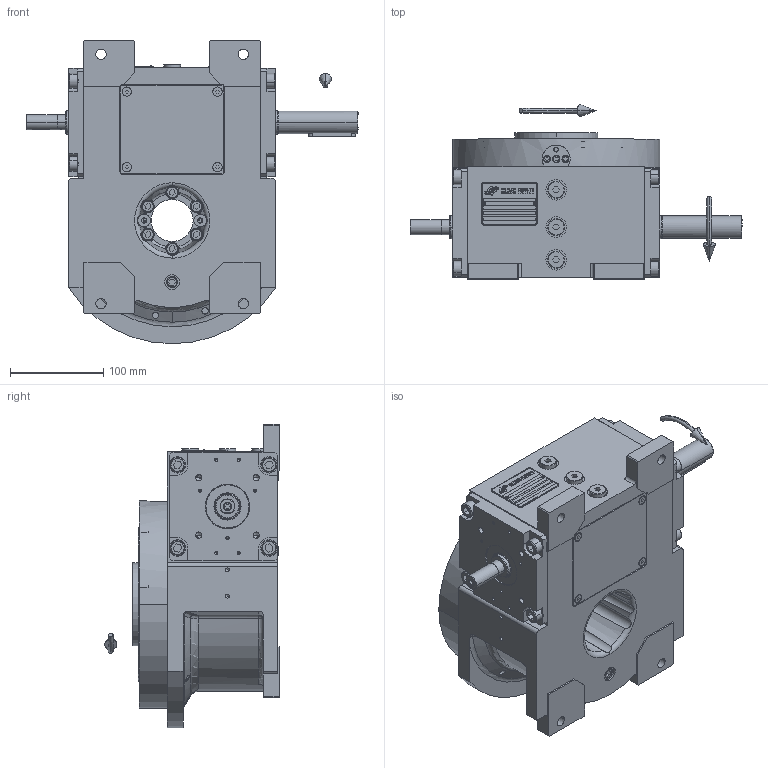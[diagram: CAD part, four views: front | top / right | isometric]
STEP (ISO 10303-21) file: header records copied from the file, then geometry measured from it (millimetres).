
FILE_DESCRIPTION (( 'STEP AP203' ), '1' );
FILE_NAME ('PC5000132.step', '2025-10-17T09:24:04', ( '' ), ( '' ), 'SwSTEP 2.0', 'SolidWorks 2020', '' );
FILE_SCHEMA (( 'CONFIG_CONTROL_DESIGN' ));
Length unit declared in the file: millimetre
Products named in the file (79): cfn2000_01_124; cfn2276_01_074; cfn2128_04_004; rig06_002_bl_001; RIG06_021_AF0^RIG06_005_ASM_rig06_071_06_m_asm(2)_rig06_071_06_m_asm.stp; rig06_007_master; cfn2070_05_005; cfn2115_02_165; cfn2107_01_001; cfn2151_01_109; cfn2151_01_290; CFN2000_01_185^RIG06_005_ASM_rig06_071_06_m_asm(2)_rig06_071_06_m_asm.stp; rig06_005_n_01; rig06_003_6; AS_rig06_016; AS_rig06_017; rig06_016; cfn2000_01_126; cfn2077_01_018; AS_cfn2476_01_002_60x46; cfn2000_01_103; rig06_001_a; cfn2155_01_056; cfn2000_01_161; CFN2203_02_001^rig06_071_06_m_asm(2)_rig06_071_06_m_asm.stp; cfn2155_01_303; rig06_004_s_001; rig06_071_06_m_asm.stp; rig06_004; cfn2003_01_054; cfn2151_01_090; AS_rig06_004; CFN2010_02_002^rig06_071_06_m_asm(2)_rig06_071_06_m_asm.stp; olio_agip_blasia_150; PC5000132; CFN2356_03_047^rig06_071_06_m_asm(2)_rig06_071_06_m_asm.stp; AS_900_38_30_003; AS_rig06_002_bl_001; cfn2128_19_002; CFN2104_02_017^RIG06_005_ASM_rig06_071_06_m_asm(2)_rig06_071_06_m_asm.stp ...
Assembly tree (71 placements, depth 5):
  cfn2276_01_074
  rig06_007_master
  cfn2115_02_165
  cfn2151_01_109
  cfn2151_01_290
Bounding box: 355.5 x 187 x 325 mm (x, y, z)
Volume: 2320567.6 mm3; surface area: 756206.8 mm2
Topology: 62 solids, 62 shells, 1997 faces, 4953 edges, 3178 vertices
Faces by surface type: plane 1021, cylinder 637, cone 309, torus 18, bspline 6, sphere 6
Entity records: 68621 total; most frequent: CARTESIAN_POINT 15099, DIRECTION 9534, ORIENTED_EDGE 9186, EDGE_CURVE 4593, AXIS2_PLACEMENT_3D 3283, VERTEX_POINT 2997, LINE 2968, VECTOR 2968
